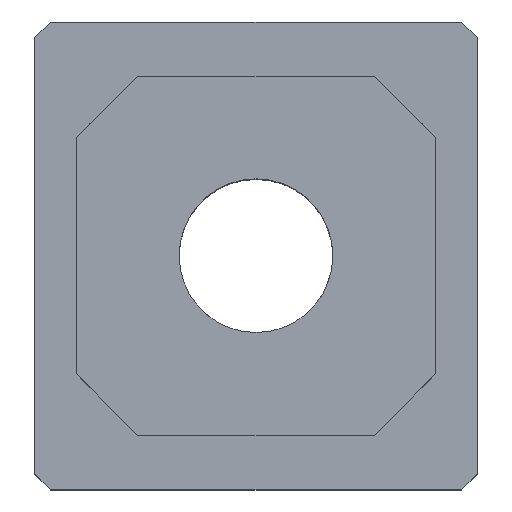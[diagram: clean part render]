
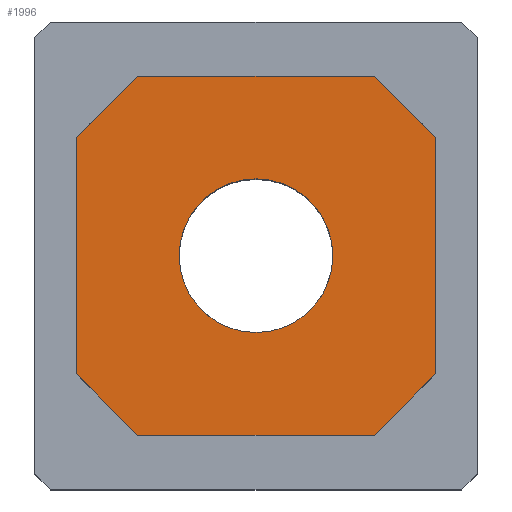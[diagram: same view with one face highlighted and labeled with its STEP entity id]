
A CAD part, top view. The second image highlights one B-rep face of the part: STEP entity #1996.
In plain terms, the highlighted planar face has unit normal (0, 0, 1).
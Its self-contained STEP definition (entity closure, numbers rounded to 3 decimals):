
#105 = LINE ( 'NONE', #2427, #2401 ) ;
#110 = ORIENTED_EDGE ( 'NONE', *, *, #2528, .F. ) ;
#115 = AXIS2_PLACEMENT_3D ( 'NONE', #858, #652, #204 ) ;
#119 = EDGE_CURVE ( 'NONE', #1321, #784, #223, .T. ) ;
#127 = ORIENTED_EDGE ( 'NONE', *, *, #2333, .T. ) ;
#204 = DIRECTION ( 'NONE',  ( 1., 0., 0. ) ) ;
#223 = LINE ( 'NONE', #1306, #1236 ) ;
#256 = EDGE_CURVE ( 'NONE', #2468, #1321, #105, .T. ) ;
#294 = DIRECTION ( 'NONE',  ( -0.707, 0.707, 0. ) ) ;
#377 = DIRECTION ( 'NONE',  ( 0., 0., 1. ) ) ;
#382 = EDGE_CURVE ( 'NONE', #2521, #2468, #570, .T. ) ;
#388 = CARTESIAN_POINT ( 'NONE',  ( 0., 0., 14.315 ) ) ;
#408 = ORIENTED_EDGE ( 'NONE', *, *, #885, .T. ) ;
#486 = CARTESIAN_POINT ( 'NONE',  ( 9.6, -14.6, 14.315 ) ) ;
#500 = ORIENTED_EDGE ( 'NONE', *, *, #119, .T. ) ;
#567 = CARTESIAN_POINT ( 'NONE',  ( 14.6, 9.6, 14.315 ) ) ;
#570 = LINE ( 'NONE', #1048, #2353 ) ;
#622 = LINE ( 'NONE', #1281, #943 ) ;
#652 = DIRECTION ( 'NONE',  ( 0., 0., 1. ) ) ;
#661 = ORIENTED_EDGE ( 'NONE', *, *, #256, .T. ) ;
#666 = ORIENTED_EDGE ( 'NONE', *, *, #1426, .T. ) ;
#671 = VECTOR ( 'NONE', #1387, 1000. ) ;
#676 = AXIS2_PLACEMENT_3D ( 'NONE', #388, #377, #1447 ) ;
#690 = CARTESIAN_POINT ( 'NONE',  ( 9.6, 14.6, 14.315 ) ) ;
#693 = FACE_BOUND ( 'NONE', #2566, .T. ) ;
#727 = DIRECTION ( 'NONE',  ( 0.707, -0.707, 0. ) ) ;
#745 = CARTESIAN_POINT ( 'NONE',  ( 6.245, 0., 14.315 ) ) ;
#771 = LINE ( 'NONE', #965, #671 ) ;
#773 = ORIENTED_EDGE ( 'NONE', *, *, #1660, .T. ) ;
#784 = VERTEX_POINT ( 'NONE', #486 ) ;
#806 = EDGE_LOOP ( 'NONE', ( #1865, #127, #408, #1855, #661, #500, #773, #666 ) ) ;
#858 = CARTESIAN_POINT ( 'NONE',  ( 0., 0., 14.315 ) ) ;
#863 = DIRECTION ( 'NONE',  ( -1., 0., 0. ) ) ;
#885 = EDGE_CURVE ( 'NONE', #1563, #2521, #2672, .T. ) ;
#912 = LINE ( 'NONE', #690, #1296 ) ;
#943 = VECTOR ( 'NONE', #2125, 1000. ) ;
#965 = CARTESIAN_POINT ( 'NONE',  ( 14.6, 0., 14.315 ) ) ;
#1013 = ORIENTED_EDGE ( 'NONE', *, *, #1887, .F. ) ;
#1015 = CARTESIAN_POINT ( 'NONE',  ( -14.6, 9.6, 14.315 ) ) ;
#1034 = CIRCLE ( 'NONE', #676, 6.245 ) ;
#1048 = CARTESIAN_POINT ( 'NONE',  ( -14.6, 0., 14.315 ) ) ;
#1062 = CARTESIAN_POINT ( 'NONE',  ( 0., 14.6, 14.315 ) ) ;
#1080 = CARTESIAN_POINT ( 'NONE',  ( -9.6, -14.6, 14.315 ) ) ;
#1141 = PLANE ( 'NONE',  #2692 ) ;
#1154 = CARTESIAN_POINT ( 'NONE',  ( 0., 0., 14.315 ) ) ;
#1166 = DIRECTION ( 'NONE',  ( 0., 0., 1. ) ) ;
#1236 = VECTOR ( 'NONE', #2538, 1000. ) ;
#1252 = CIRCLE ( 'NONE', #115, 6.245 ) ;
#1278 = VERTEX_POINT ( 'NONE', #2747 ) ;
#1281 = CARTESIAN_POINT ( 'NONE',  ( 14.6, -9.6, 14.315 ) ) ;
#1296 = VECTOR ( 'NONE', #294, 1000. ) ;
#1306 = CARTESIAN_POINT ( 'NONE',  ( 0., -14.6, 14.315 ) ) ;
#1321 = VERTEX_POINT ( 'NONE', #1080 ) ;
#1387 = DIRECTION ( 'NONE',  ( 0., 1., 0. ) ) ;
#1426 = EDGE_CURVE ( 'NONE', #1278, #1472, #771, .T. ) ;
#1447 = DIRECTION ( 'NONE',  ( 1., 0., 0. ) ) ;
#1472 = VERTEX_POINT ( 'NONE', #567 ) ;
#1473 = DIRECTION ( 'NONE',  ( 0., -1., 0. ) ) ;
#1551 = VECTOR ( 'NONE', #2444, 1000. ) ;
#1563 = VERTEX_POINT ( 'NONE', #2465 ) ;
#1660 = EDGE_CURVE ( 'NONE', #784, #1278, #622, .T. ) ;
#1765 = VERTEX_POINT ( 'NONE', #745 ) ;
#1840 = CARTESIAN_POINT ( 'NONE',  ( -6.245, 0., 14.315 ) ) ;
#1855 = ORIENTED_EDGE ( 'NONE', *, *, #382, .T. ) ;
#1865 = ORIENTED_EDGE ( 'NONE', *, *, #2263, .T. ) ;
#1887 = EDGE_CURVE ( 'NONE', #2457, #1765, #1034, .T. ) ;
#1962 = DIRECTION ( 'NONE',  ( 1., 0., 0. ) ) ;
#1996 = ADVANCED_FACE ( 'NONE', ( #2439, #693 ), #1141, .T. ) ;
#2012 = VECTOR ( 'NONE', #863, 1000. ) ;
#2066 = CARTESIAN_POINT ( 'NONE',  ( -14.6, -9.6, 14.315 ) ) ;
#2125 = DIRECTION ( 'NONE',  ( 0.707, 0.707, 0. ) ) ;
#2128 = LINE ( 'NONE', #1062, #2012 ) ;
#2263 = EDGE_CURVE ( 'NONE', #1472, #2724, #912, .T. ) ;
#2333 = EDGE_CURVE ( 'NONE', #2724, #1563, #2128, .T. ) ;
#2353 = VECTOR ( 'NONE', #1473, 1000. ) ;
#2401 = VECTOR ( 'NONE', #727, 1000. ) ;
#2427 = CARTESIAN_POINT ( 'NONE',  ( -9.6, -14.6, 14.315 ) ) ;
#2439 = FACE_OUTER_BOUND ( 'NONE', #806, .T. ) ;
#2444 = DIRECTION ( 'NONE',  ( -0.707, -0.707, 0. ) ) ;
#2457 = VERTEX_POINT ( 'NONE', #1840 ) ;
#2465 = CARTESIAN_POINT ( 'NONE',  ( -9.6, 14.6, 14.315 ) ) ;
#2468 = VERTEX_POINT ( 'NONE', #2066 ) ;
#2521 = VERTEX_POINT ( 'NONE', #1015 ) ;
#2528 = EDGE_CURVE ( 'NONE', #1765, #2457, #1252, .T. ) ;
#2538 = DIRECTION ( 'NONE',  ( 1., 0., 0. ) ) ;
#2553 = CARTESIAN_POINT ( 'NONE',  ( 9.6, 14.6, 14.315 ) ) ;
#2566 = EDGE_LOOP ( 'NONE', ( #110, #1013 ) ) ;
#2623 = CARTESIAN_POINT ( 'NONE',  ( -14.6, 9.6, 14.315 ) ) ;
#2672 = LINE ( 'NONE', #2623, #1551 ) ;
#2692 = AXIS2_PLACEMENT_3D ( 'NONE', #1154, #1166, #1962 ) ;
#2724 = VERTEX_POINT ( 'NONE', #2553 ) ;
#2747 = CARTESIAN_POINT ( 'NONE',  ( 14.6, -9.6, 14.315 ) ) ;
